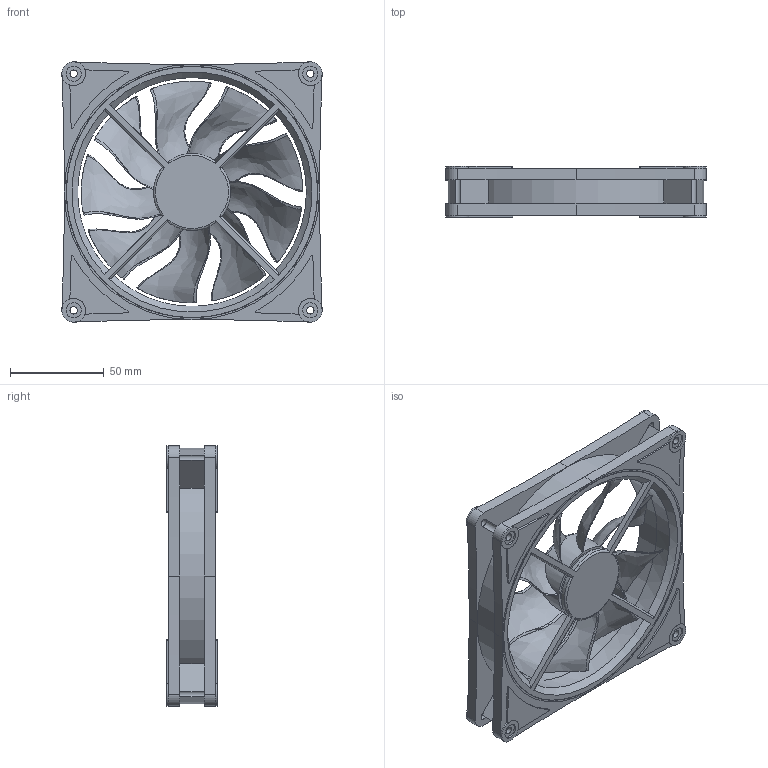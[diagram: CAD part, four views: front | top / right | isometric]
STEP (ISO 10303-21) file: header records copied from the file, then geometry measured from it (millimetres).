
FILE_DESCRIPTION(/* description */ (''),/* implementation_level */ '2;1');
FILE_NAME(/* name */ '140mm Fan Assy.stp',/* time_stamp */ '2021-10-03T01:14:13+09:00',/* author */ ('Administrator'),/* organization */ (''),/* preprocessor_version */ 'ST-DEVELOPER v18.1',/* originating_system */ 'Autodesk Inventor 2021',/* authorisation */ '');
FILE_SCHEMA (('AUTOMOTIVE_DESIGN { 1 0 10303 214 3 1 1 }'));
Length unit declared in the file: millimetre
Products named in the file (3): 140mm Fan Assy; 140mm_fan_base; 140mm_fan_blades
Assembly tree (2 placements, depth 2):
  140mm Fan Assy
    140mm_fan_base
    140mm_fan_blades
Bounding box: 138.58 x 27 x 138.58 mm (x, y, z)
Volume: 147683.5 mm3; surface area: 126105.9 mm2
Topology: 32 solids, 32 shells, 370 faces, 852 edges, 552 vertices
Faces by surface type: cylinder 217, plane 90, bspline 54, torus 5, cone 4
Full cylindrical faces by diameter (mm): 4 x8, 8 x8, 38 x1, 122 x2, 134 x3, 136 x1
Entity records: 15652 total; most frequent: CARTESIAN_POINT 6939, DIRECTION 1739, ORIENTED_EDGE 1704, EDGE_CURVE 852, AXIS2_PLACEMENT_3D 748, VERTEX_POINT 552, CIRCLE 427, EDGE_LOOP 420
